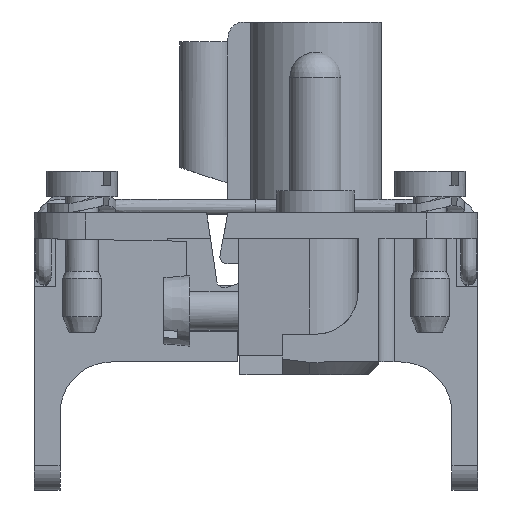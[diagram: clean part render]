
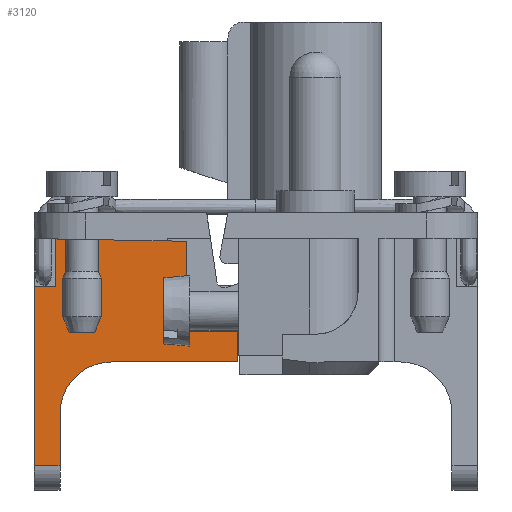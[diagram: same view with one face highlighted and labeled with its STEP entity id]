
A CAD part, left-side view. The second image highlights one B-rep face of the part: STEP entity #3120.
In plain terms, the highlighted planar face has unit normal (-1, 0, 0).
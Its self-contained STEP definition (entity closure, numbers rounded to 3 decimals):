
#2515=FACE_OUTER_BOUND('',#4738,.T.);
#3120=ADVANCED_FACE('',(#2515),#3616,.T.);
#3616=PLANE('',#14541);
#4738=EDGE_LOOP('',(#9251,#9252,#9253,#9254,#9255,#9256,#9257,#9258,#9259,
#9260,#9261));
#5556=LINE('',#22006,#6541);
#5670=LINE('',#22420,#6655);
#5688=LINE('',#22458,#6673);
#5689=LINE('',#22460,#6674);
#5690=LINE('',#22462,#6675);
#5691=LINE('',#22463,#6676);
#5692=LINE('',#22465,#6677);
#5693=LINE('',#22469,#6678);
#5694=LINE('',#22471,#6679);
#5695=LINE('',#22473,#6680);
#6541=VECTOR('',#16550,1.);
#6655=VECTOR('',#16736,1.);
#6673=VECTOR('',#16770,1.);
#6674=VECTOR('',#16771,1.);
#6675=VECTOR('',#16772,1.);
#6676=VECTOR('',#16773,1.);
#6677=VECTOR('',#16774,1.);
#6678=VECTOR('',#16777,1.);
#6679=VECTOR('',#16778,1.);
#6680=VECTOR('',#16779,1.);
#9251=ORIENTED_EDGE('',*,*,#12753,.T.);
#9252=ORIENTED_EDGE('',*,*,#12732,.F.);
#9253=ORIENTED_EDGE('',*,*,#12754,.T.);
#9254=ORIENTED_EDGE('',*,*,#12755,.F.);
#9255=ORIENTED_EDGE('',*,*,#12584,.T.);
#9256=ORIENTED_EDGE('',*,*,#12756,.T.);
#9257=ORIENTED_EDGE('',*,*,#12757,.T.);
#9258=ORIENTED_EDGE('',*,*,#12758,.T.);
#9259=ORIENTED_EDGE('',*,*,#12759,.T.);
#9260=ORIENTED_EDGE('',*,*,#12760,.T.);
#9261=ORIENTED_EDGE('',*,*,#12761,.F.);
#11102=VERTEX_POINT('',#22005);
#11103=VERTEX_POINT('',#22007);
#11245=VERTEX_POINT('',#22419);
#11246=VERTEX_POINT('',#22421);
#11258=VERTEX_POINT('',#22459);
#11259=VERTEX_POINT('',#22461);
#11260=VERTEX_POINT('',#22464);
#11261=VERTEX_POINT('',#22466);
#11262=VERTEX_POINT('',#22468);
#11263=VERTEX_POINT('',#22470);
#11264=VERTEX_POINT('',#22472);
#12584=EDGE_CURVE('',#11103,#11102,#5556,.T.);
#12732=EDGE_CURVE('',#11245,#11246,#5670,.T.);
#12753=EDGE_CURVE('',#11258,#11246,#5688,.T.);
#12754=EDGE_CURVE('',#11245,#11259,#5689,.T.);
#12755=EDGE_CURVE('',#11103,#11259,#5690,.T.);
#12756=EDGE_CURVE('',#11102,#11260,#5691,.T.);
#12757=EDGE_CURVE('',#11260,#11261,#5692,.T.);
#12758=EDGE_CURVE('',#11261,#11262,#13503,.T.);
#12759=EDGE_CURVE('',#11262,#11263,#5693,.T.);
#12760=EDGE_CURVE('',#11263,#11264,#5694,.T.);
#12761=EDGE_CURVE('',#11258,#11264,#5695,.T.);
#13503=CIRCLE('',#14540,4.);
#14540=AXIS2_PLACEMENT_3D('',#22467,#16775,#16776);
#14541=AXIS2_PLACEMENT_3D('',#22474,#16780,#16781);
#16550=DIRECTION('',(0.,0.,-1.));
#16736=DIRECTION('',(0.,-1.,-0.017));
#16770=DIRECTION('',(0.,0.,1.));
#16771=DIRECTION('',(0.,0.,-1.));
#16772=DIRECTION('',(0.,-1.,0.));
#16773=DIRECTION('',(0.,-1.,0.));
#16774=DIRECTION('',(0.,0.,1.));
#16775=DIRECTION('',(1.,0.,0.));
#16776=DIRECTION('',(0.,-1.,0.));
#16777=DIRECTION('',(0.,-1.,0.));
#16778=DIRECTION('',(0.,0.,1.));
#16779=DIRECTION('',(0.,-1.,0.));
#16780=DIRECTION('',(-1.,0.,0.));
#16781=DIRECTION('',(0.,0.,1.));
#22005=CARTESIAN_POINT('',(-31.65,17.2,-17.62));
#22006=CARTESIAN_POINT('',(-31.65,17.2,-19.5));
#22007=CARTESIAN_POINT('',(-31.65,17.2,-3.7));
#22419=CARTESIAN_POINT('',(-31.65,15.55,-0.029));
#22420=CARTESIAN_POINT('',(-31.65,14.86,-0.041));
#22421=CARTESIAN_POINT('',(-31.65,5.4,-0.206));
#22458=CARTESIAN_POINT('',(-31.65,5.4,-0.206));
#22459=CARTESIAN_POINT('',(-31.65,5.4,-7.206));
#22460=CARTESIAN_POINT('',(-31.65,15.55,-19.5));
#22461=CARTESIAN_POINT('',(-31.65,15.55,-3.7));
#22462=CARTESIAN_POINT('',(-31.65,15.2,-3.7));
#22463=CARTESIAN_POINT('',(-31.65,15.2,-17.62));
#22464=CARTESIAN_POINT('',(-31.65,15.2,-17.62));
#22465=CARTESIAN_POINT('',(-31.65,15.2,-19.5));
#22466=CARTESIAN_POINT('',(-31.65,15.2,-13.57));
#22467=CARTESIAN_POINT('',(-31.65,11.2,-13.57));
#22468=CARTESIAN_POINT('',(-31.65,11.2,-9.57));
#22469=CARTESIAN_POINT('',(-31.65,11.2,-9.57));
#22470=CARTESIAN_POINT('',(-31.65,1.4,-9.57));
#22471=CARTESIAN_POINT('',(-31.65,1.4,-9.57));
#22472=CARTESIAN_POINT('',(-31.65,1.4,-7.206));
#22473=CARTESIAN_POINT('',(-31.65,5.4,-7.206));
#22474=CARTESIAN_POINT('',(-31.65,15.2,-19.5));
